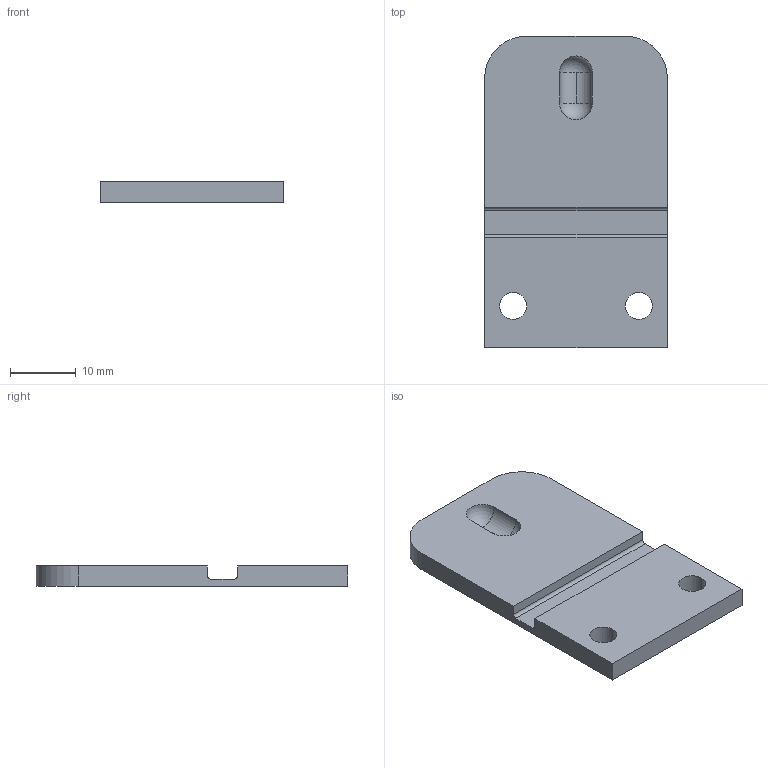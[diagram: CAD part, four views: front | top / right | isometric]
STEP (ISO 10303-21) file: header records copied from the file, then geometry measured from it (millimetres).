
FILE_DESCRIPTION (( 'STEP AP214' ), '1' );
FILE_NAME ('100-1026-001.STEP', '2019-09-20T18:32:15', ( '' ), ( '' ), 'SwSTEP 2.0', 'SolidWorks 2019', '' );
FILE_SCHEMA (( 'AUTOMOTIVE_DESIGN' ));
Length unit declared in the file: inch
Products named in the file (1): 100-1026-001
Bounding box: 27.71 x 47.25 x 3.05 mm (x, y, z)
Volume: 3527.2 mm3; surface area: 3163.7 mm2
Topology: 1 solids, 1 shells, 22 faces, 59 edges, 38 vertices
Faces by surface type: cylinder 10, plane 10, sphere 2
Entity records: 731 total; most frequent: DIRECTION 125, CARTESIAN_POINT 118, ORIENTED_EDGE 114, EDGE_CURVE 57, AXIS2_PLACEMENT_3D 45, VERTEX_POINT 38, LINE 35, VECTOR 35
